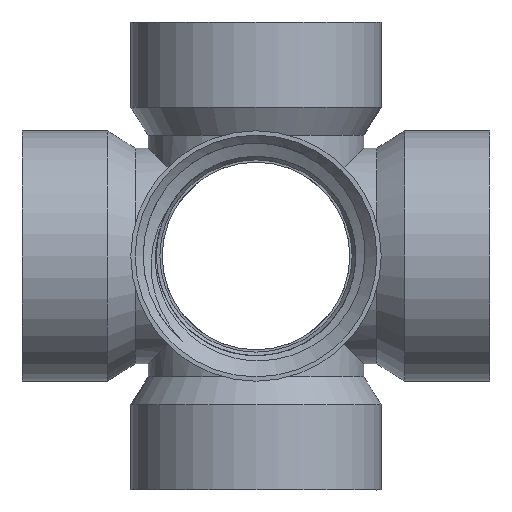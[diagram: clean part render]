
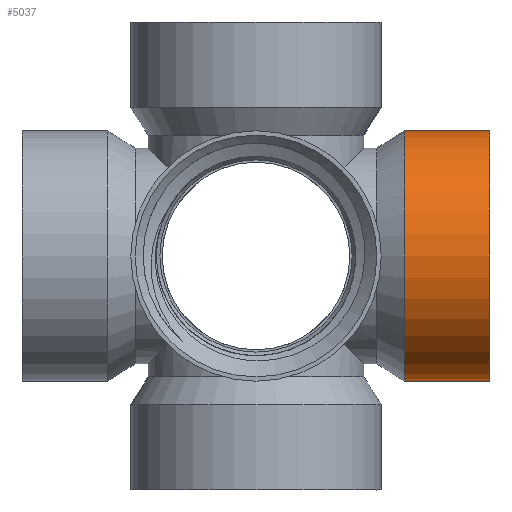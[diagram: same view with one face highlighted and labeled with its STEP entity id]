
A CAD part, front view. The second image highlights one B-rep face of the part: STEP entity #5037.
In plain terms, the highlighted cylindrical face has radius 17.615 mm (diameter 35.23 mm), a full revolution.
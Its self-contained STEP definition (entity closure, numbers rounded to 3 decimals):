
#5021 = EDGE_CURVE('',#5022,#5022,#5024,.T.);
#5022 = VERTEX_POINT('',#5023);
#5023 = CARTESIAN_POINT('',(32.921,0.,
    15.306));
#5024 = CIRCLE('',#5025,17.615);
#5025 = AXIS2_PLACEMENT_3D('',#5026,#5027,#5028);
#5026 = CARTESIAN_POINT('',(32.921,0.,
    32.921));
#5027 = DIRECTION('',(-1.,0.,0.));
#5028 = DIRECTION('',(0.,0.,1.));
#5037 = ADVANCED_FACE('',(#5038),#5057,.T.);
#5038 = FACE_BOUND('',#5039,.T.);
#5039 = EDGE_LOOP('',(#5040,#5049,#5055,#5056));
#5040 = ORIENTED_EDGE('',*,*,#5041,.F.);
#5041 = EDGE_CURVE('',#5042,#5042,#5044,.T.);
#5042 = VERTEX_POINT('',#5043);
#5043 = CARTESIAN_POINT('',(20.921,0.,
    15.306));
#5044 = CIRCLE('',#5045,17.615);
#5045 = AXIS2_PLACEMENT_3D('',#5046,#5047,#5048);
#5046 = CARTESIAN_POINT('',(20.921,0.,
    32.921));
#5047 = DIRECTION('',(-1.,0.,0.));
#5048 = DIRECTION('',(0.,0.,1.));
#5049 = ORIENTED_EDGE('',*,*,#5050,.T.);
#5050 = EDGE_CURVE('',#5042,#5022,#5051,.T.);
#5051 = LINE('',#5052,#5053);
#5052 = CARTESIAN_POINT('',(26.921,0.,
    15.306));
#5053 = VECTOR('',#5054,1.);
#5054 = DIRECTION('',(1.,0.,0.));
#5055 = ORIENTED_EDGE('',*,*,#5021,.T.);
#5056 = ORIENTED_EDGE('',*,*,#5050,.F.);
#5057 = CYLINDRICAL_SURFACE('',#5058,17.615);
#5058 = AXIS2_PLACEMENT_3D('',#5059,#5060,#5061);
#5059 = CARTESIAN_POINT('',(26.921,0.,
    32.921));
#5060 = DIRECTION('',(-1.,0.,0.));
#5061 = DIRECTION('',(0.,0.,1.));
